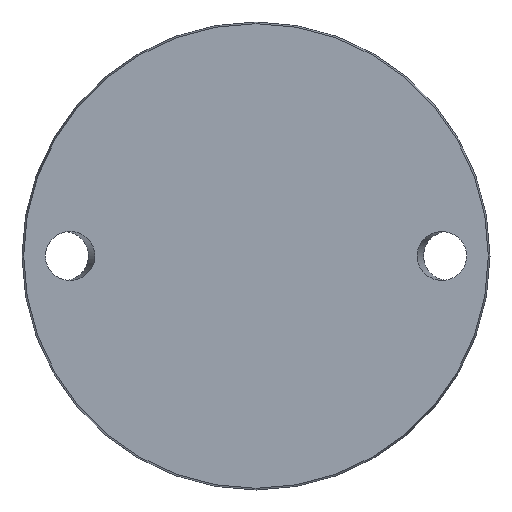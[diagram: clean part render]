
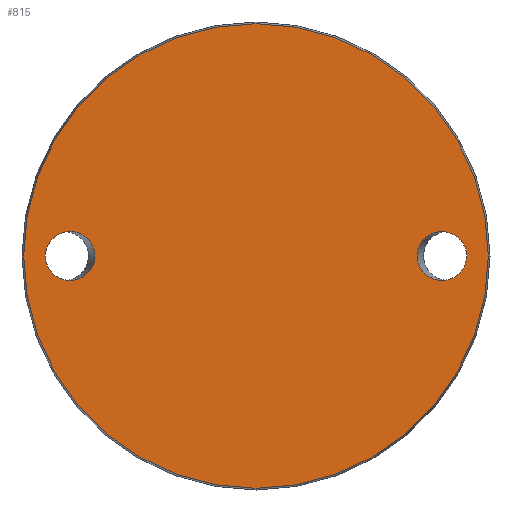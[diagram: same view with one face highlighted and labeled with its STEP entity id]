
A CAD part, front view. The second image highlights one B-rep face of the part: STEP entity #815.
In plain terms, the highlighted planar face has unit normal (0, -1, 0).
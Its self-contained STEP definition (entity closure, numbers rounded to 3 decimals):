
#7 = CARTESIAN_POINT ( 'NONE',  ( 54.385, 0., 0. ) ) ;
#34 = PLANE ( 'NONE',  #853 ) ;
#99 = FACE_BOUND ( 'NONE', #534, .T. ) ;
#136 = CARTESIAN_POINT ( 'NONE',  ( 71.115, 0., 0. ) ) ;
#153 = CARTESIAN_POINT ( 'NONE',  ( -54.385, 0., 16.5 ) ) ;
#176 = CARTESIAN_POINT ( 'NONE',  ( -71.115, 0., 0. ) ) ;
#214 = CARTESIAN_POINT ( 'NONE',  ( 71.115, 0., 16.5 ) ) ;
#231 = CARTESIAN_POINT ( 'NONE',  ( -71.115, 0., 0. ) ) ;
#243 = EDGE_CURVE ( 'NONE', #543, #543, #840, .T. ) ;
#246 = DIRECTION ( 'NONE',  ( 0., 0., 1. ) ) ;
#261 = EDGE_CURVE ( 'NONE', #390, #390, #765, .T. ) ;
#294 = CARTESIAN_POINT ( 'NONE',  ( 54.385, 0., 16.5 ) ) ;
#304 = CARTESIAN_POINT ( 'NONE',  ( 71.115, 0., -16.5 ) ) ;
#343 = CIRCLE ( 'NONE', #900, 78.425 ) ;
#346 = ORIENTED_EDGE ( 'NONE', *, *, #261, .F. ) ;
#379 = CARTESIAN_POINT ( 'NONE',  ( 54.385, 0., 0. ) ) ;
#390 = VERTEX_POINT ( 'NONE', #781 ) ;
#391 = DIRECTION ( 'NONE',  ( 0., -1., 0. ) ) ;
#401 = DIRECTION ( 'NONE',  ( 0., 1., 0. ) ) ;
#450 = CARTESIAN_POINT ( 'NONE',  ( -54.385, 0., 0. ) ) ;
#477 = CARTESIAN_POINT ( 'NONE',  ( -71.115, 0., 0. ) ) ;
#486 = DIRECTION ( 'NONE',  ( 0., 0., -1. ) ) ;
#534 = EDGE_LOOP ( 'NONE', ( #646 ) ) ;
#543 = VERTEX_POINT ( 'NONE', #176 ) ;
#548 = CARTESIAN_POINT ( 'NONE',  ( 0., 0., 0. ) ) ;
#624 = FACE_BOUND ( 'NONE', #660, .T. ) ;
#645 = FACE_OUTER_BOUND ( 'NONE', #982, .T. ) ;
#646 = ORIENTED_EDGE ( 'NONE', *, *, #243, .T. ) ;
#660 = EDGE_LOOP ( 'NONE', ( #346 ) ) ;
#686 = CARTESIAN_POINT ( 'NONE',  ( 54.385, 0., -16.5 ) ) ;
#699 = CARTESIAN_POINT ( 'NONE',  ( -71.115, 0., -16.5 ) ) ;
#751 = EDGE_CURVE ( 'NONE', #869, #869, #343, .T. ) ;
#765 =( BOUNDED_CURVE ( )  B_SPLINE_CURVE ( 3, ( #379, #686, #304, #136, #214, #294, #7 ),
 .UNSPECIFIED., .T., .T. ) 
 B_SPLINE_CURVE_WITH_KNOTS ( ( 4, 3, 4 ),
 ( 0., 3.142, 6.283 ),
 .UNSPECIFIED. ) 
 CURVE ( )  GEOMETRIC_REPRESENTATION_ITEM ( )  RATIONAL_B_SPLINE_CURVE ( ( 1., 0.333, 0.333, 1., 0.333, 0.333, 1. ) ) 
 REPRESENTATION_ITEM ( '' )  );
#777 = CARTESIAN_POINT ( 'NONE',  ( 0., 0., -78.425 ) ) ;
#781 = CARTESIAN_POINT ( 'NONE',  ( 54.385, 0., 0. ) ) ;
#811 = ORIENTED_EDGE ( 'NONE', *, *, #751, .T. ) ;
#815 = ADVANCED_FACE ( 'NONE', ( #99, #624, #645 ), #34, .F. ) ;
#840 =( BOUNDED_CURVE ( )  B_SPLINE_CURVE ( 3, ( #231, #849, #153, #450, #924, #699, #477 ),
 .UNSPECIFIED., .T., .T. ) 
 B_SPLINE_CURVE_WITH_KNOTS ( ( 4, 3, 4 ),
 ( 0., 3.142, 6.283 ),
 .UNSPECIFIED. ) 
 CURVE ( )  GEOMETRIC_REPRESENTATION_ITEM ( )  RATIONAL_B_SPLINE_CURVE ( ( 1., 0.333, 0.333, 1., 0.333, 0.333, 1. ) ) 
 REPRESENTATION_ITEM ( '' )  );
#849 = CARTESIAN_POINT ( 'NONE',  ( -71.115, 0., 16.5 ) ) ;
#853 = AXIS2_PLACEMENT_3D ( 'NONE', #941, #401, #246 ) ;
#869 = VERTEX_POINT ( 'NONE', #777 ) ;
#900 = AXIS2_PLACEMENT_3D ( 'NONE', #548, #391, #486 ) ;
#924 = CARTESIAN_POINT ( 'NONE',  ( -54.385, 0., -16.5 ) ) ;
#941 = CARTESIAN_POINT ( 'NONE',  ( -78.425, 0., 0. ) ) ;
#982 = EDGE_LOOP ( 'NONE', ( #811 ) ) ;
